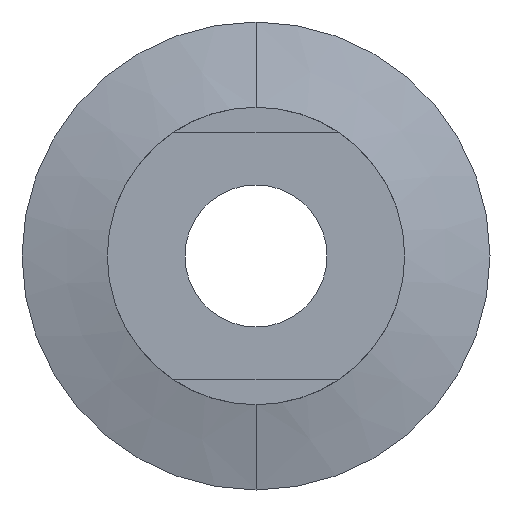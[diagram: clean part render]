
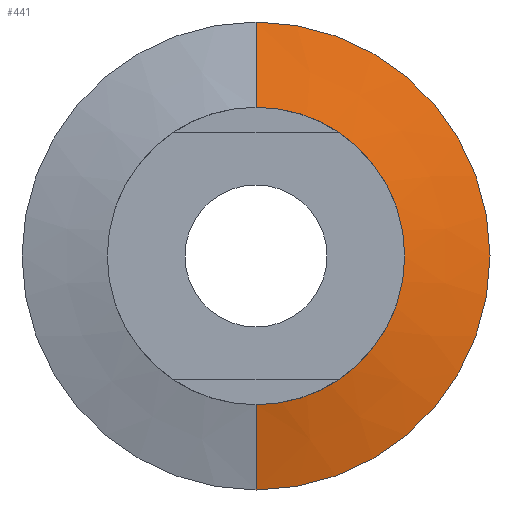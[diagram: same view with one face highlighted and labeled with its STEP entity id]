
A CAD part, front view. The second image highlights one B-rep face of the part: STEP entity #441.
In plain terms, the highlighted conical face has half-angle 75 degrees and reference radius 9.525 mm.
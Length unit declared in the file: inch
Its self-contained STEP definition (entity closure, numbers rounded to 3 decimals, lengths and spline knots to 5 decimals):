
#5 = EDGE_CURVE ( 'NONE', #355, #314, #347, .T. ) ;
#51 = VERTEX_POINT ( 'NONE', #365 ) ;
#61 = CARTESIAN_POINT ( 'NONE',  ( 0., -0.108, -0.59 ) ) ;
#65 = EDGE_CURVE ( 'NONE', #264, #51, #426, .T. ) ;
#80 = EDGE_LOOP ( 'NONE', ( #486, #94, #344, #225 ) ) ;
#94 = ORIENTED_EDGE ( 'NONE', *, *, #217, .T. ) ;
#105 = DIRECTION ( 'NONE',  ( 0., 1., 0. ) ) ;
#114 = DIRECTION ( 'NONE',  ( 0., 0.259, 0.966 ) ) ;
#124 = AXIS2_PLACEMENT_3D ( 'NONE', #194, #373, #283 ) ;
#146 = CARTESIAN_POINT ( 'NONE',  ( 0., -0.16561, 0. ) ) ;
#175 = AXIS2_PLACEMENT_3D ( 'NONE', #146, #552, #452 ) ;
#194 = CARTESIAN_POINT ( 'NONE',  ( 0., -0.108, 0. ) ) ;
#217 = EDGE_CURVE ( 'NONE', #51, #314, #296, .T. ) ;
#225 = ORIENTED_EDGE ( 'NONE', *, *, #471, .F. ) ;
#236 = CARTESIAN_POINT ( 'NONE',  ( 0., -0.108, 0.59 ) ) ;
#252 = DIRECTION ( 'NONE',  ( 0., 0.259, -0.966 ) ) ;
#264 = VERTEX_POINT ( 'NONE', #309 ) ;
#283 = DIRECTION ( 'NONE',  ( 0., 0., 1. ) ) ;
#296 = LINE ( 'NONE', #474, #358 ) ;
#309 = CARTESIAN_POINT ( 'NONE',  ( 0., -0.16561, 0.375 ) ) ;
#313 = VECTOR ( 'NONE', #114, 39.37008 ) ;
#314 = VERTEX_POINT ( 'NONE', #61 ) ;
#328 = LINE ( 'NONE', #333, #313 ) ;
#333 = CARTESIAN_POINT ( 'NONE',  ( 0., -0.16561, 0.375 ) ) ;
#344 = ORIENTED_EDGE ( 'NONE', *, *, #5, .F. ) ;
#347 = CIRCLE ( 'NONE', #124, 0.59 ) ;
#355 = VERTEX_POINT ( 'NONE', #236 ) ;
#358 = VECTOR ( 'NONE', #252, 39.37008 ) ;
#365 = CARTESIAN_POINT ( 'NONE',  ( 0., -0.16561, -0.375 ) ) ;
#373 = DIRECTION ( 'NONE',  ( 0., 1., 0. ) ) ;
#415 = AXIS2_PLACEMENT_3D ( 'NONE', #476, #105, #515 ) ;
#426 = CIRCLE ( 'NONE', #175, 0.375 ) ;
#433 = CONICAL_SURFACE ( 'NONE', #415, 0.375, 1.309 ) ;
#441 = ADVANCED_FACE ( 'NONE', ( #517 ), #433, .T. ) ;
#452 = DIRECTION ( 'NONE',  ( 0., 0., 1. ) ) ;
#471 = EDGE_CURVE ( 'NONE', #264, #355, #328, .T. ) ;
#474 = CARTESIAN_POINT ( 'NONE',  ( 0., -0.16561, -0.375 ) ) ;
#476 = CARTESIAN_POINT ( 'NONE',  ( 0., -0.16561, 0. ) ) ;
#486 = ORIENTED_EDGE ( 'NONE', *, *, #65, .T. ) ;
#515 = DIRECTION ( 'NONE',  ( 0., 0., 1. ) ) ;
#517 = FACE_OUTER_BOUND ( 'NONE', #80, .T. ) ;
#552 = DIRECTION ( 'NONE',  ( 0., 1., 0. ) ) ;
